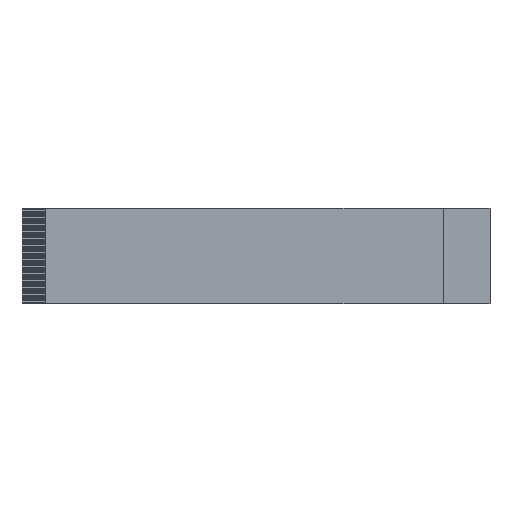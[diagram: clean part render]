
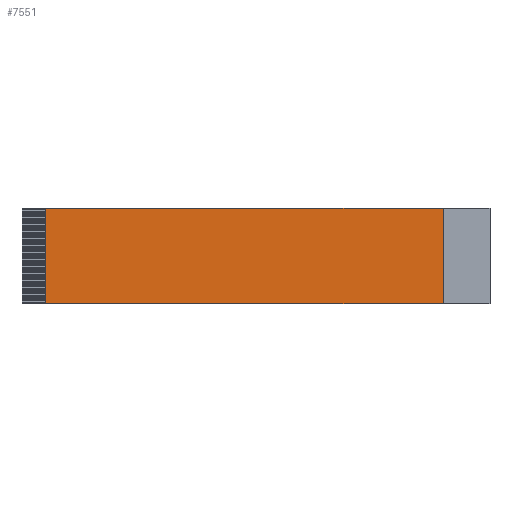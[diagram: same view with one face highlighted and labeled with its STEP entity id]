
A CAD part, top view. The second image highlights one B-rep face of the part: STEP entity #7551.
In plain terms, the highlighted planar face has unit normal (0, 0, 1).
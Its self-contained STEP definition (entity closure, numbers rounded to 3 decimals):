
#545=ORIENTED_EDGE('',*,*,#2189,.F.);
#546=ORIENTED_EDGE('',*,*,#1908,.F.);
#547=ORIENTED_EDGE('',*,*,#2190,.T.);
#548=ORIENTED_EDGE('',*,*,#1898,.T.);
#1898=EDGE_CURVE('',#2742,#2741,#3249,.T.);
#1908=EDGE_CURVE('',#2749,#2569,#3258,.T.);
#2189=EDGE_CURVE('',#2569,#2741,#3539,.T.);
#2190=EDGE_CURVE('',#2749,#2742,#3540,.T.);
#2569=VERTEX_POINT('',#9367);
#2741=VERTEX_POINT('',#9721);
#2742=VERTEX_POINT('',#9723);
#2749=VERTEX_POINT('',#9742);
#3249=LINE('',#9722,#4091);
#3258=LINE('',#9743,#4100);
#3539=LINE('',#10344,#4381);
#3540=LINE('',#10345,#4382);
#4091=VECTOR('',#8177,1000.);
#4100=VECTOR('',#8188,1000.);
#4381=VECTOR('',#8633,1000.);
#4382=VECTOR('',#8634,1000.);
#4845=EDGE_LOOP('',(#545,#546,#547,#548));
#5105=FACE_BOUND('',#4845,.T.);
#5365=PLANE('',#7818);
#7551=ADVANCED_FACE('',(#5105),#5365,.F.);
#7818=AXIS2_PLACEMENT_3D('',#10343,#8631,#8632);
#8177=DIRECTION('',(1.,0.,0.));
#8188=DIRECTION('',(1.,0.,0.));
#8631=DIRECTION('',(0.,0.,-1.));
#8632=DIRECTION('',(-1.,0.,0.));
#8633=DIRECTION('',(0.,-1.,0.));
#8634=DIRECTION('',(0.,-1.,0.));
#9367=CARTESIAN_POINT('',(40.,10.25,0.095));
#9721=CARTESIAN_POINT('',(40.,-10.25,0.095));
#9722=CARTESIAN_POINT('',(-45.,-10.25,0.095));
#9723=CARTESIAN_POINT('',(-45.,-10.25,0.095));
#9742=CARTESIAN_POINT('',(-45.,10.25,0.095));
#9743=CARTESIAN_POINT('',(-45.,10.25,0.095));
#10343=CARTESIAN_POINT('',(-45.,10.25,0.095));
#10344=CARTESIAN_POINT('',(40.,10.25,0.095));
#10345=CARTESIAN_POINT('',(-45.,10.25,0.095));
